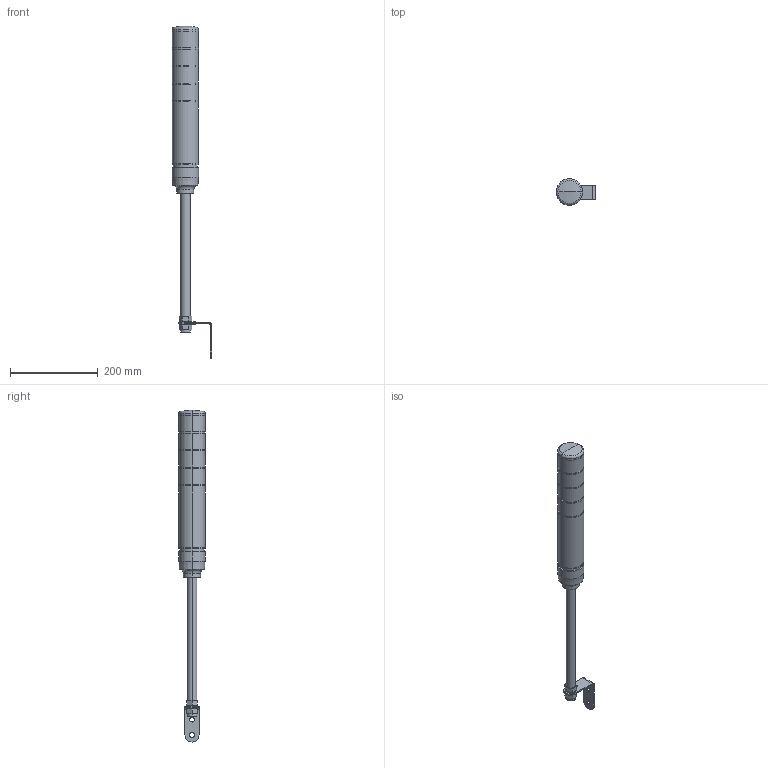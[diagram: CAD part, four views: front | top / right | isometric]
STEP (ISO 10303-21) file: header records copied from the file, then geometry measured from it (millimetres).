
FILE_DESCRIPTION(('starvars output'),'2;1');
FILE_NAME('XVC6M45S_3D.stp','19:38:56 2020/03/31',( 'Thomas Industrial Network Germany GmbH'),( 'Thomas Industrial Network Germany GmbH'),'unknown preprocess','ACIS' ,'unknown authorization');
FILE_SCHEMA(('AUTOMOTIVE_DESIGN_CC2 {UNKNOWN IMPLEMENTATION LEVEL}'));
Length unit declared in the file: millimetre
Products named in the file (1): PRODUCT_ID_7
Bounding box: 90 x 60 x 755.8 mm (x, y, z)
Volume: 1054733 mm3; surface area: 128320.3 mm2
Topology: 1 solids, 2 shells, 105 faces, 228 edges, 147 vertices
Faces by surface type: cylinder 52, plane 41, cone 6, torus 4, sphere 2
Entity records: 3420 total; most frequent: ORIENTED_EDGE 452, CARTESIAN_POINT 397, DIRECTION 394, EDGE_CURVE 226, VERTEX_POINT 147, AXIS2_PLACEMENT_3D 144, EDGE_LOOP 133, FACE_BOUND 133
